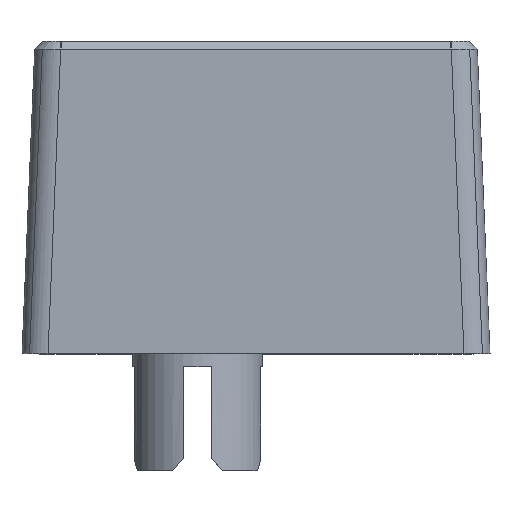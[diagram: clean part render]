
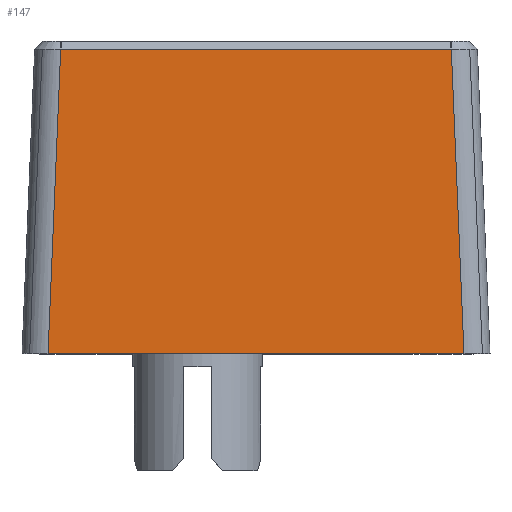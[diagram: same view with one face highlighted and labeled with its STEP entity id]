
A CAD part, top view. The second image highlights one B-rep face of the part: STEP entity #147.
In plain terms, the highlighted planar face has unit normal (0, 0, 1).
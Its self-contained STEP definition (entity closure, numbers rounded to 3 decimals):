
#147=ADVANCED_FACE('',(#311),#312,.F.);
#311=FACE_OUTER_BOUND('',#756,.T.);
#312=PLANE('',#757);
#756=EDGE_LOOP('',(#1535,#1536,#1537,#1538,#1539,#1540));
#757=AXIS2_PLACEMENT_3D('',#1541,#1542,#1543);
#1535=ORIENTED_EDGE('',*,*,#1838,.F.);
#1536=ORIENTED_EDGE('',*,*,#1699,.F.);
#1537=ORIENTED_EDGE('',*,*,#1911,.F.);
#1538=ORIENTED_EDGE('',*,*,#1912,.F.);
#1539=ORIENTED_EDGE('',*,*,#1829,.F.);
#1540=ORIENTED_EDGE('',*,*,#1826,.F.);
#1541=CARTESIAN_POINT('',(9.,0.0,9.0));
#1542=DIRECTION('',(0.,0.,-1.));
#1543=DIRECTION('',(0.0,-1.,0.));
#1699=EDGE_CURVE('',#1948,#1950,#1951,.T.);
#1826=EDGE_CURVE('',#2170,#2172,#2173,.T.);
#1829=EDGE_CURVE('',#2172,#2165,#2177,.T.);
#1838=EDGE_CURVE('',#1950,#2170,#2191,.T.);
#1911=EDGE_CURVE('',#2303,#1948,#2304,.T.);
#1912=EDGE_CURVE('',#2165,#2303,#2305,.T.);
#1948=VERTEX_POINT('',#2357);
#1950=VERTEX_POINT('',#2359);
#1951=LINE('',#2360,#2361);
#2165=VERTEX_POINT('',#2663);
#2170=VERTEX_POINT('',#2673);
#2172=VERTEX_POINT('',#2676);
#2173=LINE('',#2677,#2678);
#2177=LINE('',#2684,#2685);
#2191=LINE('',#2708,#2709);
#2303=VERTEX_POINT('',#2921);
#2304=LINE('',#2922,#2923);
#2305=LINE('',#2924,#2925);
#2357=CARTESIAN_POINT('',(-7.999,0.0,9.0));
#2359=CARTESIAN_POINT('',(-7.512,11.7,9.));
#2360=CARTESIAN_POINT('',(-7.985,0.333,9.));
#2361=VECTOR('',#3021,10.0);
#2663=CARTESIAN_POINT('',(7.512,11.7,9.));
#2673=CARTESIAN_POINT('',(-7.499,11.7,9.));
#2676=CARTESIAN_POINT('',(7.499,11.7,9.));
#2677=CARTESIAN_POINT('',(4.5,11.7,9.));
#2678=VECTOR('',#3222,10.0);
#2684=CARTESIAN_POINT('',(7.499,11.7,9.));
#2685=VECTOR('',#3225,10.);
#2708=CARTESIAN_POINT('',(-7.512,11.7,9.));
#2709=VECTOR('',#3237,10.);
#2921=CARTESIAN_POINT('',(7.999,0.0,9.0));
#2922=CARTESIAN_POINT('',(9.,0.0,9.0));
#2923=VECTOR('',#3333,10.0);
#2924=CARTESIAN_POINT('',(8.001,-0.042,9.));
#2925=VECTOR('',#3334,10.0);
#3021=DIRECTION('',(0.042,0.999,0.));
#3222=DIRECTION('',(1.0,0.,0.));
#3225=DIRECTION('',(1.,0.,0.));
#3237=DIRECTION('',(1.,0.,0.));
#3333=DIRECTION('',(-1.0,0.0,0.));
#3334=DIRECTION('',(0.042,-0.999,0.));
